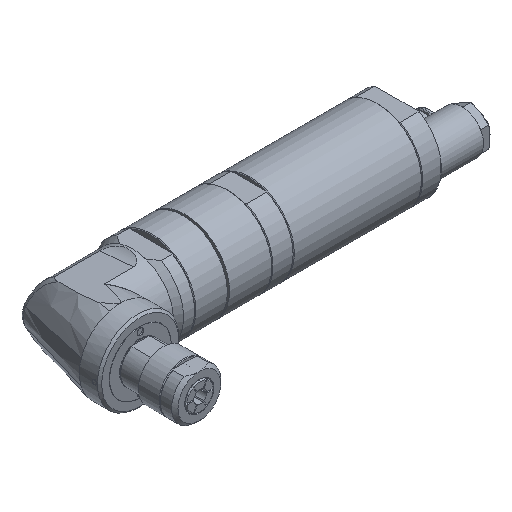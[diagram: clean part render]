
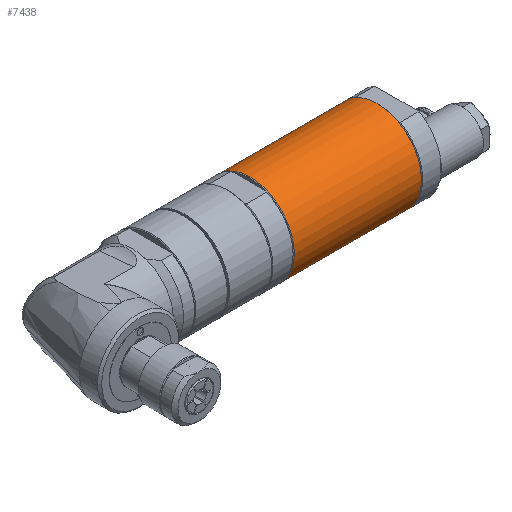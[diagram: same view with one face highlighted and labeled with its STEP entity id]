
A CAD part, isometric view. The second image highlights one B-rep face of the part: STEP entity #7438.
In plain terms, the highlighted cylindrical face has radius 20.75 mm (diameter 41.5 mm), a full revolution.
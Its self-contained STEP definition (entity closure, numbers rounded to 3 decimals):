
#633=LINE('',#12635,#1092);
#1092=VECTOR('',#9563,20.75);
#1411=CYLINDRICAL_SURFACE('',#8129,20.75);
#2036=FACE_OUTER_BOUND('',#2454,.T.);
#2454=EDGE_LOOP('',(#6077,#6078,#6079,#6080,#6081));
#2911=CIRCLE('',#8130,20.75);
#2912=CIRCLE('',#8131,20.75);
#2913=CIRCLE('',#8132,20.75);
#3417=VERTEX_POINT('',#12630);
#3418=VERTEX_POINT('',#12631);
#3419=VERTEX_POINT('',#12634);
#4350=EDGE_CURVE('',#3417,#3418,#2911,.T.);
#4351=EDGE_CURVE('',#3418,#3417,#2912,.T.);
#4352=EDGE_CURVE('',#3418,#3419,#633,.T.);
#4353=EDGE_CURVE('',#3419,#3419,#2913,.T.);
#6077=ORIENTED_EDGE('',*,*,#4350,.F.);
#6078=ORIENTED_EDGE('',*,*,#4351,.F.);
#6079=ORIENTED_EDGE('',*,*,#4352,.T.);
#6080=ORIENTED_EDGE('',*,*,#4353,.T.);
#6081=ORIENTED_EDGE('',*,*,#4352,.F.);
#7438=ADVANCED_FACE('',(#2036),#1411,.T.);
#8129=AXIS2_PLACEMENT_3D('',#12629,#9557,#9558);
#8130=AXIS2_PLACEMENT_3D('',#12632,#9559,#9560);
#8131=AXIS2_PLACEMENT_3D('',#12633,#9561,#9562);
#8132=AXIS2_PLACEMENT_3D('',#12636,#9564,#9565);
#9557=DIRECTION('center_axis',(1.,0.,0.));
#9558=DIRECTION('ref_axis',(0.,0.,-1.));
#9559=DIRECTION('center_axis',(1.,0.,0.));
#9560=DIRECTION('ref_axis',(0.,1.,0.));
#9561=DIRECTION('center_axis',(1.,0.,0.));
#9562=DIRECTION('ref_axis',(0.,1.,0.));
#9563=DIRECTION('',(-1.,0.,0.));
#9564=DIRECTION('center_axis',(1.,0.,0.));
#9565=DIRECTION('ref_axis',(0.,0.,-1.));
#12629=CARTESIAN_POINT('Origin',(-16.85,0.,0.));
#12630=CARTESIAN_POINT('',(25.7,-20.75,0.));
#12631=CARTESIAN_POINT('',(25.7,0.,20.75));
#12632=CARTESIAN_POINT('Origin',(25.7,0.,0.));
#12633=CARTESIAN_POINT('Origin',(25.7,0.,0.));
#12634=CARTESIAN_POINT('',(-33.7,0.,20.75));
#12635=CARTESIAN_POINT('',(-16.85,0.,20.75));
#12636=CARTESIAN_POINT('Origin',(-33.7,0.,0.));
